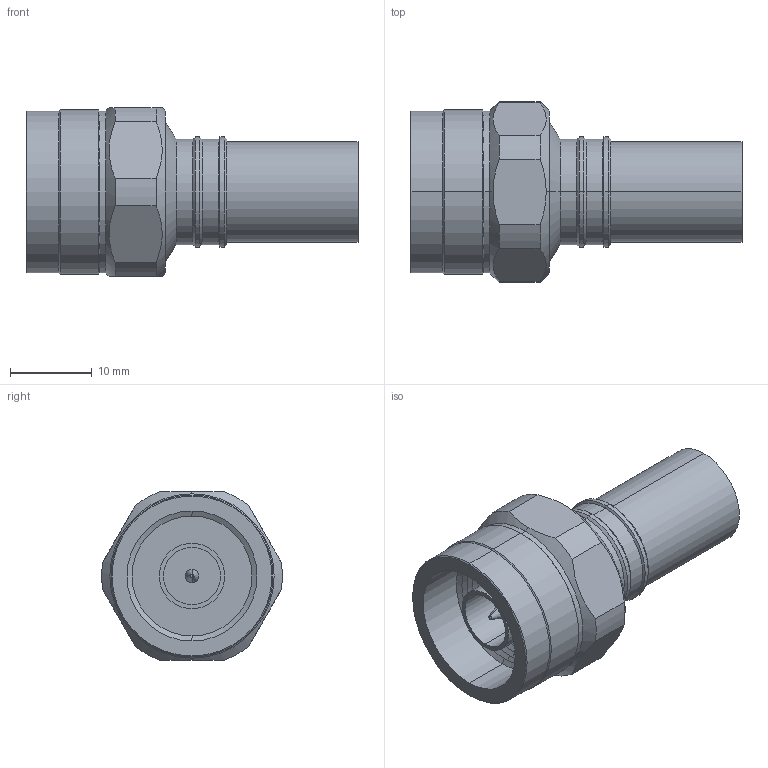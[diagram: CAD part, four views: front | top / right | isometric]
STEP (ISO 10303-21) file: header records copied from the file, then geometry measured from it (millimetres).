
FILE_DESCRIPTION (( 'STEP AP214' ), '1' );
FILE_NAME ('EZ-400-NMH-X_3D.step', '2025-06-18T21:24:59', ( '' ), ( '' ), 'SwSTEP 2.0', 'SolidWorks 2022', '' );
FILE_SCHEMA (( 'AUTOMOTIVE_DESIGN' ));
Length unit declared in the file: inch
Products named in the file (3): EZ-400-NMH-X_body; EZ-400-NMH-X_ferrule; EZ-400-NMH-X_3D
Assembly tree (2 placements, depth 2):
  EZ-400-NMH-X_3D
    EZ-400-NMH-X_body
    EZ-400-NMH-X_ferrule
Bounding box: 40.55 x 22.04 x 20.57 mm (x, y, z)
Volume: 5358.3 mm3; surface area: 5230.9 mm2
Topology: 2 solids, 2 shells, 112 faces, 238 edges, 137 vertices
Faces by surface type: cone 52, cylinder 40, plane 18, torus 2
Entity records: 3150 total; most frequent: DIRECTION 576, CARTESIAN_POINT 570, ORIENTED_EDGE 472, AXIS2_PLACEMENT_3D 239, EDGE_CURVE 236, VERTEX_POINT 137, EDGE_LOOP 123, CIRCLE 122
